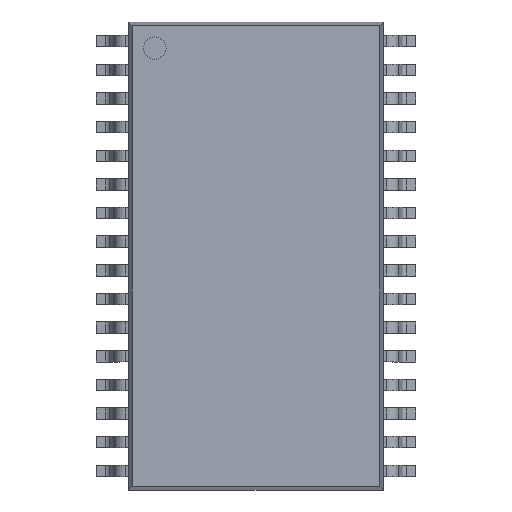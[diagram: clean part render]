
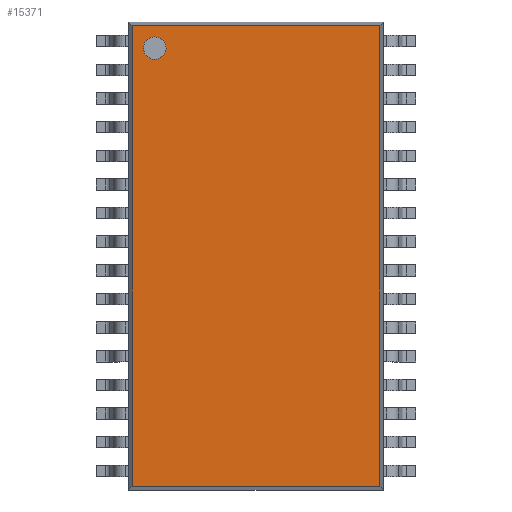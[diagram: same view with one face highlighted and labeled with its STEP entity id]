
A CAD part, top view. The second image highlights one B-rep face of the part: STEP entity #15371.
In plain terms, the highlighted planar face has unit normal (0, 0, 1).
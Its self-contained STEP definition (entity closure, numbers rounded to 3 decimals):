
#14969=CARTESIAN_POINT('',(-4.99,9.215,3.));
#14970=VERTEX_POINT('',#14969);
#14979=CARTESIAN_POINT('',(-3.99,9.215,3.));
#14980=VERTEX_POINT('',#14979);
#14981=CARTESIAN_POINT('',(-4.49,9.215,3.));
#14982=DIRECTION('',(0.0,0.0,-1.0));
#14983=DIRECTION('',(-1.0,0.0,0.0));
#14984=AXIS2_PLACEMENT_3D('',#14981,#14982,#14983);
#14985=CIRCLE('',#14984,0.5);
#14986=EDGE_CURVE('',#14980,#14970,#14985,.T.);
#15020=CARTESIAN_POINT('',(-4.49,9.215,3.));
#15021=DIRECTION('',(0.0,0.0,-1.0));
#15022=DIRECTION('',(-1.0,0.0,0.0));
#15023=AXIS2_PLACEMENT_3D('',#15020,#15021,#15022);
#15024=CIRCLE('',#15023,0.5);
#15025=EDGE_CURVE('',#14970,#14980,#15024,.T.);
#15237=CARTESIAN_POINT('',(5.49,-10.215,3.));
#15238=VERTEX_POINT('',#15237);
#15245=CARTESIAN_POINT('',(-5.49,-10.215,3.));
#15246=VERTEX_POINT('',#15245);
#15247=CARTESIAN_POINT('',(5.49,-10.215,3.));
#15248=DIRECTION('',(-1.0,0.0,0.0));
#15249=VECTOR('',#15248,10.98);
#15250=LINE('',#15247,#15249);
#15251=EDGE_CURVE('',#15238,#15246,#15250,.T.);
#15267=CARTESIAN_POINT('',(-5.49,10.215,3.));
#15268=VERTEX_POINT('',#15267);
#15269=CARTESIAN_POINT('',(-5.49,-10.215,3.));
#15270=DIRECTION('',(0.0,1.0,0.0));
#15271=VECTOR('',#15270,20.43);
#15272=LINE('',#15269,#15271);
#15273=EDGE_CURVE('',#15246,#15268,#15272,.T.);
#15299=CARTESIAN_POINT('',(5.49,10.215,3.));
#15300=VERTEX_POINT('',#15299);
#15307=CARTESIAN_POINT('',(5.49,10.215,3.));
#15308=DIRECTION('',(0.0,-1.0,0.0));
#15309=VECTOR('',#15308,20.43);
#15310=LINE('',#15307,#15309);
#15311=EDGE_CURVE('',#15300,#15238,#15310,.T.);
#15329=CARTESIAN_POINT('',(-5.49,10.215,3.));
#15330=DIRECTION('',(1.0,0.0,0.0));
#15331=VECTOR('',#15330,10.98);
#15332=LINE('',#15329,#15331);
#15333=EDGE_CURVE('',#15268,#15300,#15332,.T.);
#15356=CARTESIAN_POINT('',(5.65,-10.375,3.));
#15357=DIRECTION('',(0.0,0.0,1.0));
#15358=DIRECTION('',(0.0,1.0,0.0));
#15359=AXIS2_PLACEMENT_3D('',#15356,#15357,#15358);
#15360=PLANE('',#15359);
#15361=ORIENTED_EDGE('',*,*,#15251,.F.);
#15362=ORIENTED_EDGE('',*,*,#15311,.F.);
#15363=ORIENTED_EDGE('',*,*,#15333,.F.);
#15364=ORIENTED_EDGE('',*,*,#15273,.F.);
#15365=EDGE_LOOP('',(#15361,#15362,#15363,#15364));
#15366=FACE_OUTER_BOUND('',#15365,.T.);
#15367=ORIENTED_EDGE('',*,*,#15025,.T.);
#15368=ORIENTED_EDGE('',*,*,#14986,.T.);
#15369=EDGE_LOOP('',(#15367,#15368));
#15370=FACE_BOUND('',#15369,.T.);
#15371=ADVANCED_FACE('',(#15366,#15370),#15360,.T.);
